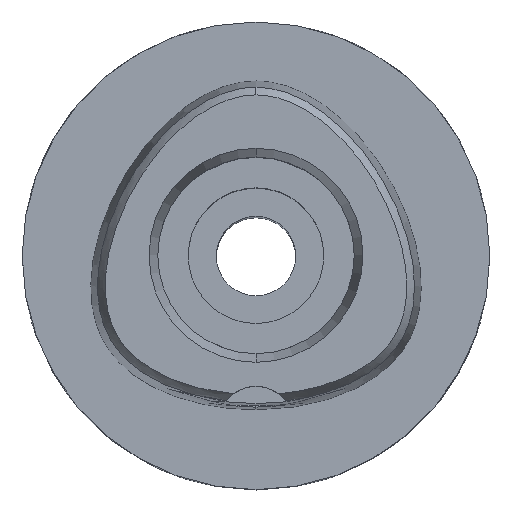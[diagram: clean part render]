
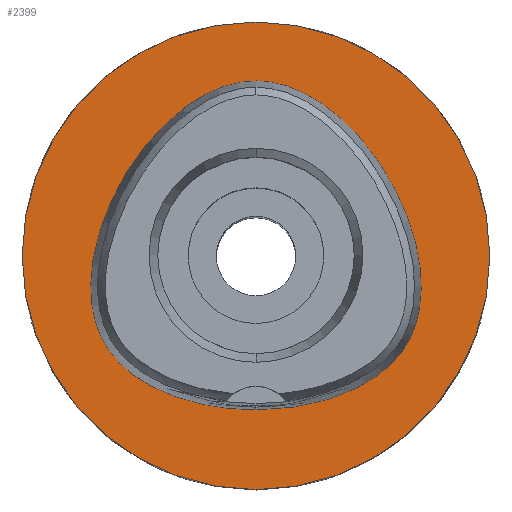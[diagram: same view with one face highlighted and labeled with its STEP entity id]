
A CAD part, top view. The second image highlights one B-rep face of the part: STEP entity #2399.
In plain terms, the highlighted planar face has unit normal (0, 0, 1).
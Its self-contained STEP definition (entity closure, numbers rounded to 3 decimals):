
#272=CARTESIAN_POINT('',(0.,0.,0.));
#273=DIRECTION('',(0.,0.,-1.));
#274=DIRECTION('',(0.,-1.,0.));
#275=AXIS2_PLACEMENT_3D('',#272,#273,#274);
#280=CARTESIAN_POINT('',(0.,0.,0.));
#281=DIRECTION('',(0.,0.,-1.));
#282=DIRECTION('',(0.,1.,0.));
#283=AXIS2_PLACEMENT_3D('',#280,#281,#282);
#288=CARTESIAN_POINT('',(0.,-16.455,0.));
#289=CARTESIAN_POINT('',(0.774,-16.455,0.));
#290=CARTESIAN_POINT('',(2.289,-16.393,
0.));
#291=CARTESIAN_POINT('',(4.49,-16.124,
0.));
#292=CARTESIAN_POINT('',(6.549,-15.698,0.));
#293=CARTESIAN_POINT('',(8.416,-15.145,0.));
#294=CARTESIAN_POINT('',(10.064,-14.497,0.));
#295=CARTESIAN_POINT('',(11.496,-13.78,0.));
#296=CARTESIAN_POINT('',(12.731,-13.012,0.));
#297=CARTESIAN_POINT('',(13.776,-12.215,0.));
#298=CARTESIAN_POINT('',(14.661,-11.389,0.));
#299=CARTESIAN_POINT('',(15.404,-10.54,0.));
#300=CARTESIAN_POINT('',(16.027,-9.657,0.));
#301=CARTESIAN_POINT('',(16.545,-8.718,0.));
#302=CARTESIAN_POINT('',(16.965,-7.714,0.));
#303=CARTESIAN_POINT('',(17.298,-6.611,0.));
#304=CARTESIAN_POINT('',(17.536,-5.394,0.));
#305=CARTESIAN_POINT('',(17.666,-4.035,0.));
#306=CARTESIAN_POINT('',(17.666,-2.532,0.));
#307=CARTESIAN_POINT('',(17.516,-0.876,0.));
#308=CARTESIAN_POINT('',(17.188,0.93,0.));
#309=CARTESIAN_POINT('',(16.663,2.865,0.));
#310=CARTESIAN_POINT('',(15.927,4.89,0.));
#311=CARTESIAN_POINT('',(14.984,6.942,0.));
#312=CARTESIAN_POINT('',(13.857,8.948,0.));
#313=CARTESIAN_POINT('',(12.583,10.837,0.));
#314=CARTESIAN_POINT('',(11.218,12.543,0.));
#315=CARTESIAN_POINT('',(9.807,14.034,0.));
#316=CARTESIAN_POINT('',(8.402,15.286,0.));
#317=CARTESIAN_POINT('',(7.032,16.308,0.));
#318=CARTESIAN_POINT('',(5.714,17.116,0.));
#319=CARTESIAN_POINT('',(4.458,17.733,0.));
#320=CARTESIAN_POINT('',(3.262,18.183,0.));
#321=CARTESIAN_POINT('',(2.123,18.486,0.));
#322=CARTESIAN_POINT('',(1.038,18.659,
0.));
#323=CARTESIAN_POINT('',(0.341,18.695,
0.));
#324=CARTESIAN_POINT('',(0.,18.695,
0.));
#329=CARTESIAN_POINT('',(0.,18.695,
0.));
#330=CARTESIAN_POINT('',(-0.339,18.695,
0.));
#331=CARTESIAN_POINT('',(-1.033,18.659,
0.));
#332=CARTESIAN_POINT('',(-2.114,18.488,
0.));
#333=CARTESIAN_POINT('',(-3.25,18.187,0.));
#334=CARTESIAN_POINT('',(-4.445,17.739,0.));
#335=CARTESIAN_POINT('',(-5.704,17.122,0.));
#336=CARTESIAN_POINT('',(-7.026,16.312,0.));
#337=CARTESIAN_POINT('',(-8.403,15.286,0.));
#338=CARTESIAN_POINT('',(-9.816,14.027,0.));
#339=CARTESIAN_POINT('',(-11.231,12.529,0.));
#340=CARTESIAN_POINT('',(-12.604,10.808,0.));
#341=CARTESIAN_POINT('',(-13.88,8.91,0.));
#342=CARTESIAN_POINT('',(-15.008,6.895,0.));
#343=CARTESIAN_POINT('',(-15.95,4.833,0.));
#344=CARTESIAN_POINT('',(-16.683,2.802,0.));
#345=CARTESIAN_POINT('',(-17.203,0.863,0.));
#346=CARTESIAN_POINT('',(-17.525,-0.943,0.));
#347=CARTESIAN_POINT('',(-17.669,-2.598,0.));
#348=CARTESIAN_POINT('',(-17.663,-4.097,0.));
#349=CARTESIAN_POINT('',(-17.528,-5.449,0.));
#350=CARTESIAN_POINT('',(-17.285,-6.664,0.));
#351=CARTESIAN_POINT('',(-16.947,-7.763,0.));
#352=CARTESIAN_POINT('',(-16.53,-8.747,0.));
#353=CARTESIAN_POINT('',(-16.031,-9.649,0.));
#354=CARTESIAN_POINT('',(-15.427,-10.51,0.));
#355=CARTESIAN_POINT('',(-14.692,-11.357,0.));
#356=CARTESIAN_POINT('',(-13.813,-12.183,0.));
#357=CARTESIAN_POINT('',(-12.77,-12.985,0.));
#358=CARTESIAN_POINT('',(-11.542,-13.755,0.));
#359=CARTESIAN_POINT('',(-10.109,-14.477,0.));
#360=CARTESIAN_POINT('',(-8.457,-15.131,0.));
#361=CARTESIAN_POINT('',(-6.587,-15.689,0.));
#362=CARTESIAN_POINT('',(-4.52,-16.12,
0.));
#363=CARTESIAN_POINT('',(-2.295,-16.393,
0.));
#364=CARTESIAN_POINT('',(-0.775,-16.455,0.));
#365=CARTESIAN_POINT('',(0.,-16.455,0.));
#1592=VERTEX_POINT('',#329);
#1593=VERTEX_POINT('',#365);
#1598=CARTESIAN_POINT('',(0.,-25.,0.));
#1599=CARTESIAN_POINT('',(0.,25.,0.));
#1600=VERTEX_POINT('',#1598);
#1601=VERTEX_POINT('',#1599);
#2383=CARTESIAN_POINT('',(0.,0.,0.));
#2384=DIRECTION('',(0.,0.,-1.));
#2385=DIRECTION('',(0.,-1.,0.));
#2386=AXIS2_PLACEMENT_3D('',#2383,#2384,#2385);
#2387=PLANE('',#2386);
#2389=ORIENTED_EDGE('',*,*,#2388,.T.);
#2391=ORIENTED_EDGE('',*,*,#2390,.T.);
#2392=EDGE_LOOP('',(#2389,#2391));
#2393=FACE_OUTER_BOUND('',#2392,.F.);
#2395=ORIENTED_EDGE('',*,*,#2394,.T.);
#2396=ORIENTED_EDGE('',*,*,#2366,.T.);
#2397=EDGE_LOOP('',(#2395,#2396));
#2398=FACE_BOUND('',#2397,.F.);
#276=CIRCLE('',#275,25.);
#284=CIRCLE('',#283,25.);
#325=B_SPLINE_CURVE_WITH_KNOTS('',3,(#288,#289,#290,#291,#292,#293,#294,#295,
#296,#297,#298,#299,#300,#301,#302,#303,#304,#305,#306,#307,#308,#309,#310,#311,
#312,#313,#314,#315,#316,#317,#318,#319,#320,#321,#322,#323,#324),.UNSPECIFIED.,
.F.,.F.,(4,1,1,1,1,1,1,1,1,1,1,1,1,1,1,1,1,1,1,1,1,1,1,1,1,1,1,1,1,1,1,1,1,1,4),
(0.,0.029,0.059,0.088,0.118,
0.147,0.176,0.206,0.235,
0.265,0.294,0.324,0.353,
0.382,0.412,0.441,0.471,0.5,
0.529,0.559,0.588,0.618,
0.647,0.676,0.706,0.735,
0.765,0.794,0.824,0.853,
0.882,0.912,0.941,0.971,1.),
.UNSPECIFIED.);
#366=B_SPLINE_CURVE_WITH_KNOTS('',3,(#329,#330,#331,#332,#333,#334,#335,#336,
#337,#338,#339,#340,#341,#342,#343,#344,#345,#346,#347,#348,#349,#350,#351,#352,
#353,#354,#355,#356,#357,#358,#359,#360,#361,#362,#363,#364,#365),.UNSPECIFIED.,
.F.,.F.,(4,1,1,1,1,1,1,1,1,1,1,1,1,1,1,1,1,1,1,1,1,1,1,1,1,1,1,1,1,1,1,1,1,1,4),
(0.,0.029,0.059,0.088,0.118,
0.147,0.176,0.206,0.235,
0.265,0.294,0.324,0.353,
0.382,0.412,0.441,0.471,0.5,
0.529,0.559,0.588,0.618,
0.647,0.676,0.706,0.735,
0.765,0.794,0.824,0.853,
0.882,0.912,0.941,0.971,1.),
.UNSPECIFIED.);
#2366=EDGE_CURVE('',#1592,#1593,#366,.T.);
#2388=EDGE_CURVE('',#1600,#1601,#276,.T.);
#2390=EDGE_CURVE('',#1601,#1600,#284,.T.);
#2394=EDGE_CURVE('',#1593,#1592,#325,.T.);
#2399=ADVANCED_FACE('',(#2393,#2398),#2387,.F.);
